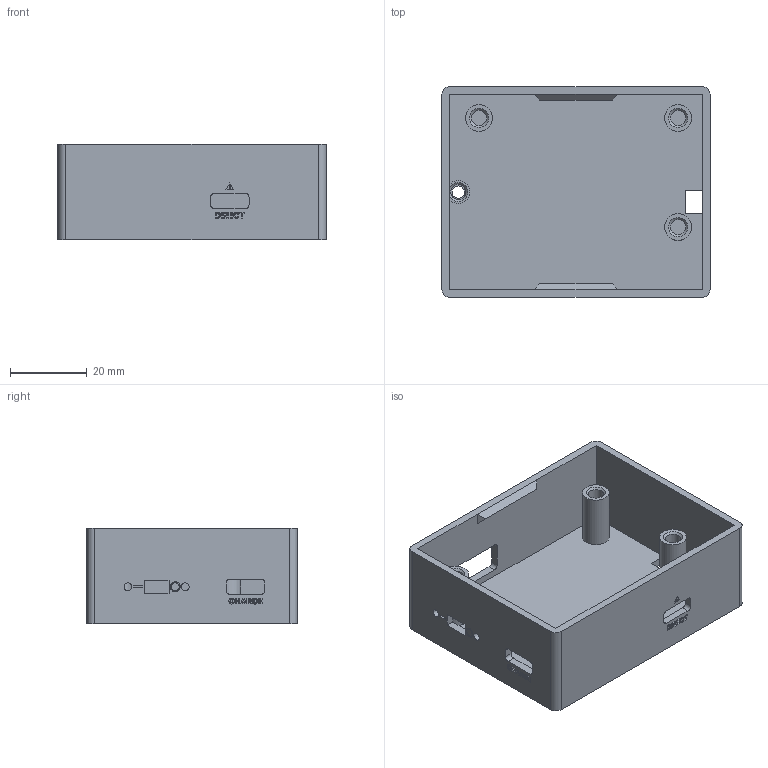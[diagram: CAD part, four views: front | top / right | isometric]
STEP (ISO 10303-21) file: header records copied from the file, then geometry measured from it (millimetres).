
FILE_DESCRIPTION(/* description */ ('STEP AP242','CAx-IF Rec.Pracs.---Representation and Presentation of Product Manufacturing Information (PMI)---4.0---2014-10-13','CAx-IF Rec.Pracs.---3D Tessellated Geometry---0.4---2014-09-14','2;1'),/* implementation_level */ '2;1');
FILE_NAME(/* name */ 'Assembly 1 - Bottom',/* time_stamp */ '2024-12-22T20:11:32Z',/* author */ (''),/* organization */ (''),/* preprocessor_version */ 'ST-DEVELOPER v20',/* originating_system */ 'ONSHAPE BY PTC INC, 1.191',/* authorisation */ ' ');
FILE_SCHEMA (('AP242_MANAGED_MODEL_BASED_3D_ENGINEERING_MIM_LF { 1 0 10303 442 1 1 4 }'));
Length unit declared in the file: metre
Products named in the file (1): Bottom
Bounding box: 70 x 55 x 25 mm (x, y, z)
Volume: 19752.7 mm3; surface area: 20396.2 mm2
Topology: 1 solids, 1 shells, 569 faces, 1568 edges, 1042 vertices
Faces by surface type: plane 277, cylinder 196, bspline 92, cone 4
Full cylindrical faces by diameter (mm): 2 x3, 2.6 x1, 3.2 x1, 4 x4, 7 x3
Entity records: 18432 total; most frequent: CARTESIAN_POINT 4174, ORIENTED_EDGE 3102, DIRECTION 2720, EDGE_CURVE 1551, VERTEX_POINT 1041, LINE 970, VECTOR 970, AXIS2_PLACEMENT_3D 875
